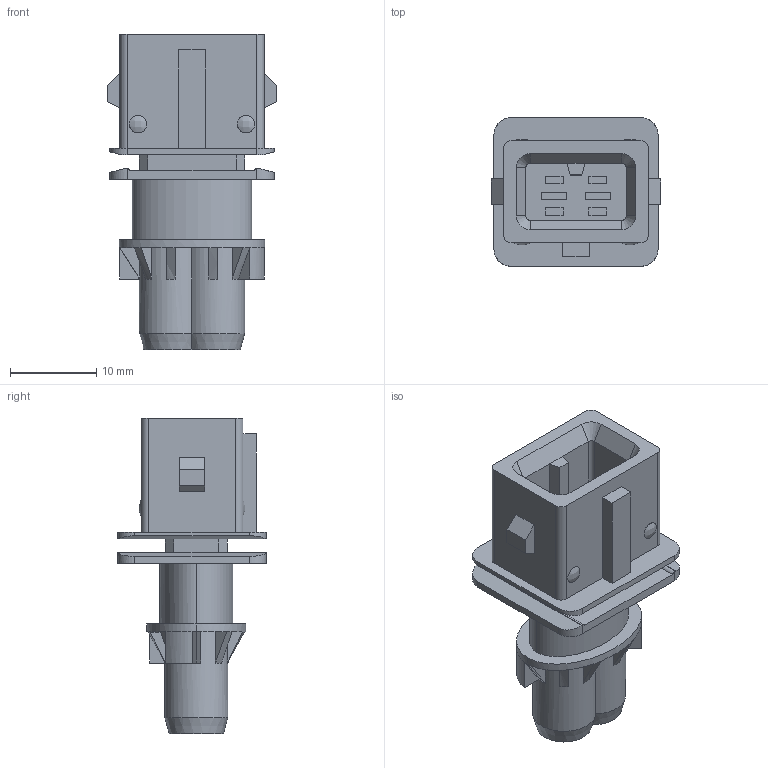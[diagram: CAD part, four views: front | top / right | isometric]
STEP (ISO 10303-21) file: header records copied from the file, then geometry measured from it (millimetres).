
FILE_DESCRIPTION (( 'STEP AP203' ), '1' );
FILE_NAME ('2-78-0088 Steckergehäuse 2pol. MTA (Kupplung).STEP', '2013-11-13T08:46:24', ( '' ), ( '' ), 'SwSTEP 2.0', 'SolidWorks 2013', '' );
FILE_SCHEMA (( 'CONFIG_CONTROL_DESIGN' ));
Length unit declared in the file: millimetre
Products named in the file (1): 2-78-0088 Steckergehäuse 2pol. MTA (Kupplung)
Bounding box: 19.6 x 17.2 x 36.5 mm (x, y, z)
Volume: 4448.5 mm3; surface area: 3324.1 mm2
Topology: 1 solids, 1 shells, 187 faces, 465 edges, 300 vertices
Faces by surface type: plane 127, bspline 30, cylinder 23, cone 7
Entity records: 6782 total; most frequent: CARTESIAN_POINT 2554, ORIENTED_EDGE 930, DIRECTION 715, EDGE_CURVE 465, VERTEX_POINT 300, LINE 291, VECTOR 291, AXIS2_PLACEMENT_3D 212
